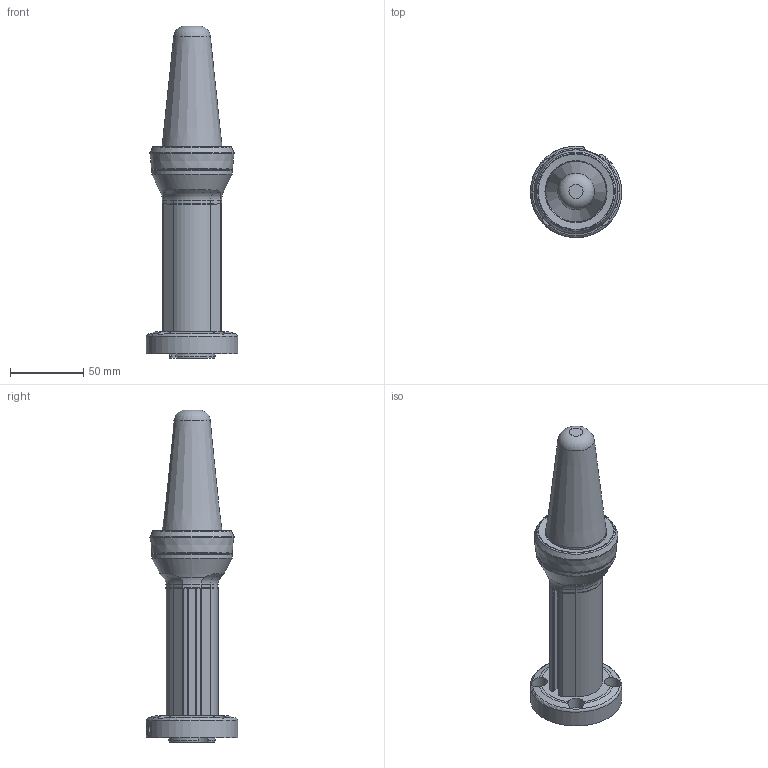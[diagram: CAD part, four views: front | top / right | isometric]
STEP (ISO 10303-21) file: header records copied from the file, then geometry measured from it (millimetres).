
FILE_DESCRIPTION(/* description */ ('STEP AP214'),/* implementation_level */ '2;1');
FILE_NAME(/* name */ '8092533_DHEF-20-A',/* time_stamp */ '2024-08-19T17:46:53+02:00',/* author */ ('License CC BY-ND 4.0'),/* organization */ ('CADENAS'),/* preprocessor_version */ 'ST-DEVELOPER v19.3',/* originating_system */ 'PARTsolutions',/* authorisation */ ' ');
FILE_SCHEMA (('AUTOMOTIVE_DESIGN {1 0 10303 214 3 1 1}'));
Length unit declared in the file: millimetre
Products named in the file (5): 8092533 DHEF-20-A---(0high); 8092533 DHEF-20-A---(mechanical high h); 8092533 DHEF-20-A---(mechanical high k); 8097634 DHAS-GA-B22-S---(high); 5088186 M5x5
Assembly tree (6 placements, depth 2):
  8092533 DHEF-20-A---(0high)
    8092533 DHEF-20-A---(mechanical high h)
    8092533 DHEF-20-A---(mechanical high k)
    8097634 DHAS-GA-B22-S---(high)
    5088186 M5x5  x3
Bounding box: 62.47 x 62.48 x 227 mm (x, y, z)
Volume: 194966.6 mm3; surface area: 67159.1 mm2
Topology: 6 solids, 6 shells, 392 faces, 946 edges, 597 vertices
Faces by surface type: plane 164, cylinder 117, cone 73, torus 38
Full cylindrical faces by diameter (mm): 2.57 x3, 4 x4, 4.134 x6, 5 x9, 6 x3, 6.6 x4, 7 x3, 8 x5, 9 x2, 9.5 x1, 10 x3, 10.35 x2, 11 x4, 12 x2, 16 x1, 20 x2, 20.3 x1, 29 x1, 32 x1, 37.8 x1, 38 x1, 41 x1, 41.6 x1, 51.6 x1, 54 x1, 54.9 x1
Entity records: 10657 total; most frequent: CARTESIAN_POINT 1756, DIRECTION 1537, ORIENTED_EDGE 1274, AXIS2_PLACEMENT_3D 656, EDGE_CURVE 637, FACE_BOUND 494, EDGE_LOOP 483, VERTEX_POINT 475
